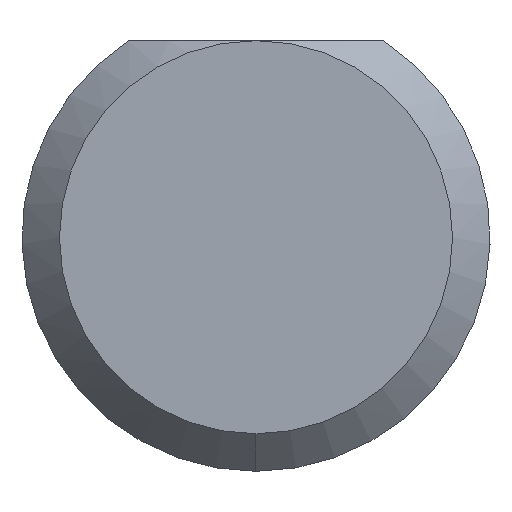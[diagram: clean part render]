
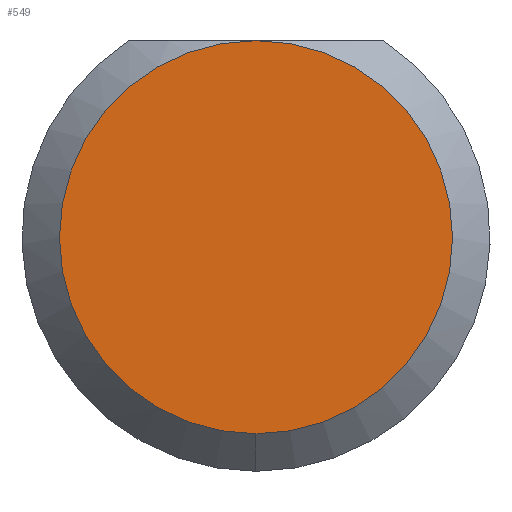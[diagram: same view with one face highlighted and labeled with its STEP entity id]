
A CAD part, left-side view. The second image highlights one B-rep face of the part: STEP entity #549.
In plain terms, the highlighted planar face has unit normal (-1, 0, 0).
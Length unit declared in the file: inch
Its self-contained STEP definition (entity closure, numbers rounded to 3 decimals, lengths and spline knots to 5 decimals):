
#8 = ORIENTED_EDGE ( 'NONE', *, *, #216, .T. ) ;
#21 = DIRECTION ( 'NONE',  ( 1., 0., 0. ) ) ;
#42 = DIRECTION ( 'NONE',  ( 0., 0., -1. ) ) ;
#54 = EDGE_LOOP ( 'NONE', ( #8, #313 ) ) ;
#88 = DIRECTION ( 'NONE',  ( -1., 0., 0. ) ) ;
#195 = CARTESIAN_POINT ( 'NONE',  ( 0., 0., 0. ) ) ;
#216 = EDGE_CURVE ( 'NONE', #523, #234, #456, .T. ) ;
#234 = VERTEX_POINT ( 'NONE', #359 ) ;
#238 = EDGE_CURVE ( 'NONE', #234, #523, #382, .T. ) ;
#289 = AXIS2_PLACEMENT_3D ( 'NONE', #682, #88, #672 ) ;
#290 = AXIS2_PLACEMENT_3D ( 'NONE', #195, #21, #612 ) ;
#307 = CARTESIAN_POINT ( 'NONE',  ( 0., 0., 0. ) ) ;
#313 = ORIENTED_EDGE ( 'NONE', *, *, #238, .T. ) ;
#359 = CARTESIAN_POINT ( 'NONE',  ( 0., 0., -0.05235 ) ) ;
#382 = CIRCLE ( 'NONE', #548, 0.05235 ) ;
#456 = CIRCLE ( 'NONE', #289, 0.05235 ) ;
#513 = PLANE ( 'NONE',  #290 ) ;
#522 = DIRECTION ( 'NONE',  ( -1., 0., 0. ) ) ;
#523 = VERTEX_POINT ( 'NONE', #661 ) ;
#548 = AXIS2_PLACEMENT_3D ( 'NONE', #307, #522, #42 ) ;
#549 = ADVANCED_FACE ( 'NONE', ( #620 ), #513, .F. ) ;
#612 = DIRECTION ( 'NONE',  ( 0., 0., -1. ) ) ;
#620 = FACE_OUTER_BOUND ( 'NONE', #54, .T. ) ;
#661 = CARTESIAN_POINT ( 'NONE',  ( 0., 0., 0.05235 ) ) ;
#672 = DIRECTION ( 'NONE',  ( 0., 0., -1. ) ) ;
#682 = CARTESIAN_POINT ( 'NONE',  ( 0., 0., 0. ) ) ;
